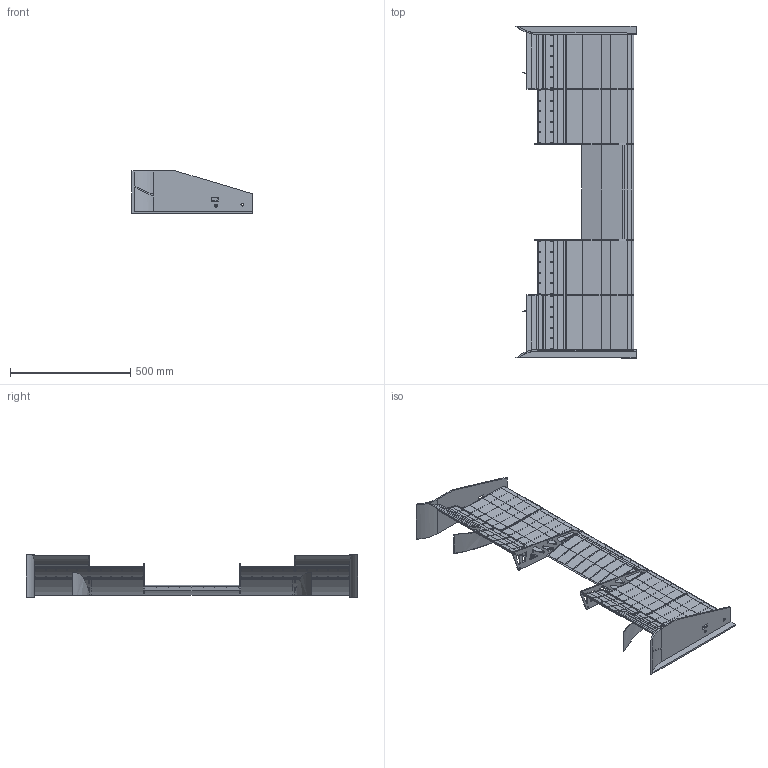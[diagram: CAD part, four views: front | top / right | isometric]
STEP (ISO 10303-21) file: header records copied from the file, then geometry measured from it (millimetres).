
FILE_DESCRIPTION(('CATIA V5 STEP Exchange'),'2;1');
FILE_NAME('new.stp','2018-08-23T16:18:49+00:00',('none'),('none'),'CATIA Version 5 Release 17 (IN-10)','CATIA V5 STEP AP203','none');
FILE_SCHEMA(('CONFIG_CONTROL_DESIGN'));
Length unit declared in the file: millimetre
Products named in the file (11): Product1.1; Aero_assembly; Fr.wing_assy; mainflap_center; mainflap_side; subflap2; splitter; splitter_MIR; endplate_ver211; endplate_ver2111; 2018 zentai assembly.1
Assembly tree (86 placements, depth 5):
  Product1.1
    Aero_assembly
      Fr.wing_assy
        mainflap_center
          #74  x9
          #889  x8
          #1637
        mainflap_side  x4
          #2512
          #3360
          #4159
        subflap2  x4
          #5145
          #6029
          #6876
        #8000  x2
        #11708  x4
        #11892  x2
        #12189  x2
        splitter
          #12449
          #12792
        splitter_MIR
          #13088
          #13428
        #13718
        #14313  x2
        endplate_ver211
          #16378
        #17321
        endplate_ver2111
          #17916
        #18859  x2
        #18882  x2
    2018 zentai assembly.1
      #18967
      #18990
      #19013
      #19036
Bounding box: 500 x 1382 x 175 mm (x, y, z)
Volume: 14543394.3 mm3; surface area: 5081407 mm2
Topology: 134 solids, 134 shells, 2409 faces, 6431 edges, 4290 vertices
Faces by surface type: cylinder 2023, plane 378, bspline 8
Entity records: 18941 total; most frequent: CARTESIAN_POINT 8167, ORIENTED_EDGE 2254, DIRECTION 1738, EDGE_CURVE 1127, VERTEX_POINT 754, AXIS2_PLACEMENT_3D 650, B_SPLINE_CURVE_WITH_KNOTS 551, VECTOR 507
